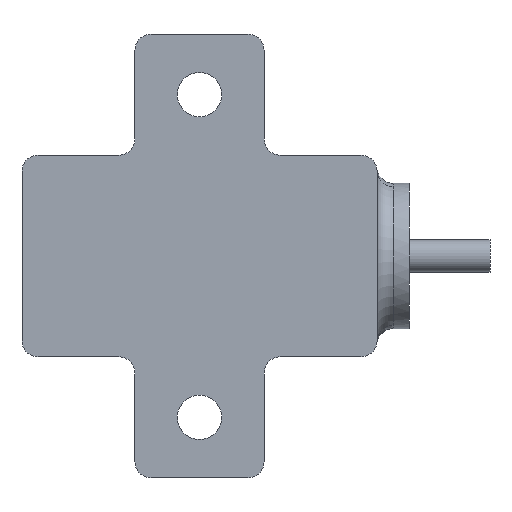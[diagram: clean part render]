
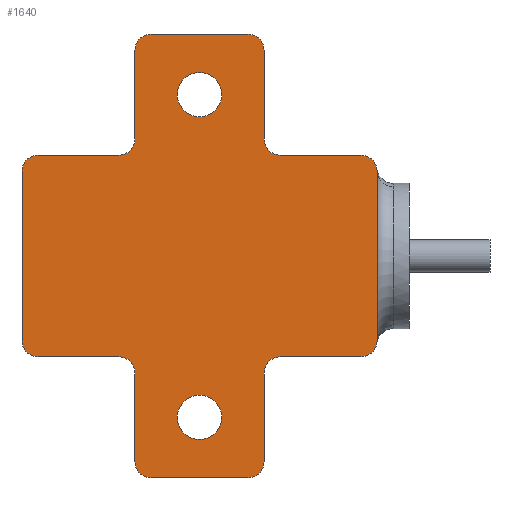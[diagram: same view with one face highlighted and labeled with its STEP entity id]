
A CAD part, front view. The second image highlights one B-rep face of the part: STEP entity #1640.
In plain terms, the highlighted planar face has unit normal (0, -1, 0).
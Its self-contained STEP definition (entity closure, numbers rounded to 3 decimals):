
#64=DIRECTION('',(1.,0.,0.));
#65=VECTOR('',#64,10.);
#66=CARTESIAN_POINT('',(10.,0.,0.));
#67=LINE('',#66,#65);
#113=DIRECTION('',(1.,0.,0.));
#114=VECTOR('',#113,10.);
#115=CARTESIAN_POINT('',(-20.,0.,0.));
#116=LINE('',#115,#114);
#135=CARTESIAN_POINT('',(10.,0.,-2.));
#136=DIRECTION('',(0.,1.,0.));
#137=DIRECTION('',(-1.,0.,0.));
#138=AXIS2_PLACEMENT_3D('',#135,#136,#137);
#210=CARTESIAN_POINT('',(0.,0.,-7.5));
#211=DIRECTION('',(0.,1.,0.));
#212=DIRECTION('',(1.,0.,0.));
#213=AXIS2_PLACEMENT_3D('',#210,#211,#212);
#218=CARTESIAN_POINT('',(0.,0.,-7.5));
#219=DIRECTION('',(0.,1.,0.));
#220=DIRECTION('',(-1.,0.,0.));
#221=AXIS2_PLACEMENT_3D('',#218,#219,#220);
#226=CARTESIAN_POINT('',(0.,0.,32.5));
#227=DIRECTION('',(0.,-1.,0.));
#228=DIRECTION('',(1.,0.,0.));
#229=AXIS2_PLACEMENT_3D('',#226,#227,#228);
#234=CARTESIAN_POINT('',(0.,0.,32.5));
#235=DIRECTION('',(0.,-1.,0.));
#236=DIRECTION('',(-1.,0.,0.));
#237=AXIS2_PLACEMENT_3D('',#234,#235,#236);
#242=CARTESIAN_POINT('',(6.,0.,38.));
#243=DIRECTION('',(0.,-1.,0.));
#244=DIRECTION('',(1.,0.,0.));
#245=AXIS2_PLACEMENT_3D('',#242,#243,#244);
#250=DIRECTION('',(0.,0.,1.));
#251=VECTOR('',#250,11.);
#252=CARTESIAN_POINT('',(8.,0.,27.));
#253=LINE('',#252,#251);
#257=CARTESIAN_POINT('',(20.,0.,23.));
#258=DIRECTION('',(0.,-1.,0.));
#259=DIRECTION('',(1.,0.,0.));
#260=AXIS2_PLACEMENT_3D('',#257,#258,#259);
#265=CARTESIAN_POINT('',(20.,0.,2.));
#266=DIRECTION('',(0.,-1.,0.));
#267=DIRECTION('',(0.,0.,-1.));
#268=AXIS2_PLACEMENT_3D('',#265,#266,#267);
#273=DIRECTION('',(0.,0.,-1.));
#274=VECTOR('',#273,11.);
#275=CARTESIAN_POINT('',(8.,0.,-2.));
#276=LINE('',#275,#274);
#280=CARTESIAN_POINT('',(6.,0.,-13.));
#281=DIRECTION('',(0.,-1.,0.));
#282=DIRECTION('',(0.,0.,-1.));
#283=AXIS2_PLACEMENT_3D('',#280,#281,#282);
#288=DIRECTION('',(-1.,0.,0.));
#289=VECTOR('',#288,12.);
#290=CARTESIAN_POINT('',(6.,0.,-15.));
#291=LINE('',#290,#289);
#295=CARTESIAN_POINT('',(-6.,0.,-13.));
#296=DIRECTION('',(0.,-1.,0.));
#297=DIRECTION('',(-1.,0.,0.));
#298=AXIS2_PLACEMENT_3D('',#295,#296,#297);
#303=DIRECTION('',(0.,0.,1.));
#304=VECTOR('',#303,11.);
#305=CARTESIAN_POINT('',(-8.,0.,-13.));
#306=LINE('',#305,#304);
#310=CARTESIAN_POINT('',(-20.,0.,2.));
#311=DIRECTION('',(0.,-1.,0.));
#312=DIRECTION('',(-1.,0.,0.));
#313=AXIS2_PLACEMENT_3D('',#310,#311,#312);
#318=DIRECTION('',(0.,0.,1.));
#319=VECTOR('',#318,21.);
#320=CARTESIAN_POINT('',(-22.,0.,2.));
#321=LINE('',#320,#319);
#325=CARTESIAN_POINT('',(-20.,0.,23.));
#326=DIRECTION('',(0.,-1.,0.));
#327=DIRECTION('',(0.,0.,1.));
#328=AXIS2_PLACEMENT_3D('',#325,#326,#327);
#333=DIRECTION('',(0.,0.,-1.));
#334=VECTOR('',#333,11.);
#335=CARTESIAN_POINT('',(-8.,0.,38.));
#336=LINE('',#335,#334);
#340=CARTESIAN_POINT('',(-6.,0.,38.));
#341=DIRECTION('',(0.,-1.,0.));
#342=DIRECTION('',(0.,0.,1.));
#343=AXIS2_PLACEMENT_3D('',#340,#341,#342);
#348=DIRECTION('',(-1.,0.,0.));
#349=VECTOR('',#348,12.);
#350=CARTESIAN_POINT('',(6.,0.,40.));
#351=LINE('',#350,#349);
#450=CARTESIAN_POINT('',(10.,0.,27.));
#451=DIRECTION('',(0.,1.,0.));
#452=DIRECTION('',(0.,0.,-1.));
#453=AXIS2_PLACEMENT_3D('',#450,#451,#452);
#480=DIRECTION('',(1.,0.,0.));
#481=VECTOR('',#480,10.);
#482=CARTESIAN_POINT('',(-20.,0.,25.));
#483=LINE('',#482,#481);
#529=DIRECTION('',(1.,0.,0.));
#530=VECTOR('',#529,10.);
#531=CARTESIAN_POINT('',(10.,0.,25.));
#532=LINE('',#531,#530);
#544=CARTESIAN_POINT('',(-10.,0.,27.));
#545=DIRECTION('',(0.,1.,0.));
#546=DIRECTION('',(1.,0.,0.));
#547=AXIS2_PLACEMENT_3D('',#544,#545,#546);
#918=DIRECTION('',(0.,0.,1.));
#919=VECTOR('',#918,21.);
#920=CARTESIAN_POINT('',(22.,0.,2.));
#921=LINE('',#920,#919);
#1279=CARTESIAN_POINT('',(-10.,0.,-2.));
#1280=DIRECTION('',(0.,1.,0.));
#1281=DIRECTION('',(0.,0.,1.));
#1282=AXIS2_PLACEMENT_3D('',#1279,#1280,#1281);
#1295=CARTESIAN_POINT('',(20.,0.,0.));
#1296=CARTESIAN_POINT('',(22.,0.,2.));
#1297=VERTEX_POINT('',#1295);
#1298=VERTEX_POINT('',#1296);
#1299=CARTESIAN_POINT('',(-22.,0.,2.));
#1300=CARTESIAN_POINT('',(-20.,0.,0.));
#1301=VERTEX_POINT('',#1299);
#1302=VERTEX_POINT('',#1300);
#1303=CARTESIAN_POINT('',(22.,0.,23.));
#1304=CARTESIAN_POINT('',(20.,0.,25.));
#1305=VERTEX_POINT('',#1303);
#1306=VERTEX_POINT('',#1304);
#1307=CARTESIAN_POINT('',(-20.,0.,25.));
#1308=CARTESIAN_POINT('',(-22.,0.,23.));
#1309=VERTEX_POINT('',#1307);
#1310=VERTEX_POINT('',#1308);
#1375=CARTESIAN_POINT('',(2.75,0.,-7.5));
#1376=CARTESIAN_POINT('',(-2.75,0.,-7.5));
#1377=VERTEX_POINT('',#1375);
#1378=VERTEX_POINT('',#1376);
#1383=CARTESIAN_POINT('',(2.75,0.,32.5));
#1384=CARTESIAN_POINT('',(-2.75,0.,32.5));
#1385=VERTEX_POINT('',#1383);
#1386=VERTEX_POINT('',#1384);
#1391=CARTESIAN_POINT('',(10.,0.,25.));
#1393=VERTEX_POINT('',#1391);
#1395=CARTESIAN_POINT('',(8.,0.,27.));
#1397=VERTEX_POINT('',#1395);
#1400=CARTESIAN_POINT('',(-10.,0.,25.));
#1402=VERTEX_POINT('',#1400);
#1404=CARTESIAN_POINT('',(-8.,0.,27.));
#1406=VERTEX_POINT('',#1404);
#1408=CARTESIAN_POINT('',(10.,0.,0.));
#1410=VERTEX_POINT('',#1408);
#1412=CARTESIAN_POINT('',(8.,0.,-2.));
#1414=VERTEX_POINT('',#1412);
#1415=CARTESIAN_POINT('',(-10.,0.,0.));
#1417=VERTEX_POINT('',#1415);
#1419=CARTESIAN_POINT('',(-8.,0.,-2.));
#1421=VERTEX_POINT('',#1419);
#1427=CARTESIAN_POINT('',(8.,0.,38.));
#1428=VERTEX_POINT('',#1427);
#1429=CARTESIAN_POINT('',(6.,0.,40.));
#1430=VERTEX_POINT('',#1429);
#1435=CARTESIAN_POINT('',(-6.,0.,40.));
#1436=VERTEX_POINT('',#1435);
#1437=CARTESIAN_POINT('',(-8.,0.,38.));
#1438=VERTEX_POINT('',#1437);
#1439=CARTESIAN_POINT('',(6.,0.,-15.));
#1440=CARTESIAN_POINT('',(8.,0.,-13.));
#1441=VERTEX_POINT('',#1439);
#1442=VERTEX_POINT('',#1440);
#1447=CARTESIAN_POINT('',(-8.,0.,-13.));
#1448=CARTESIAN_POINT('',(-6.,0.,-15.));
#1449=VERTEX_POINT('',#1447);
#1450=VERTEX_POINT('',#1448);
#1577=CARTESIAN_POINT('',(-22.,0.,0.));
#1578=DIRECTION('',(0.,-1.,0.));
#1579=DIRECTION('',(1.,0.,0.));
#1580=AXIS2_PLACEMENT_3D('',#1577,#1578,#1579);
#1581=PLANE('',#1580);
#1583=ORIENTED_EDGE('',*,*,#1582,.F.);
#1585=ORIENTED_EDGE('',*,*,#1584,.F.);
#1587=ORIENTED_EDGE('',*,*,#1586,.F.);
#1589=ORIENTED_EDGE('',*,*,#1588,.T.);
#1591=ORIENTED_EDGE('',*,*,#1590,.F.);
#1593=ORIENTED_EDGE('',*,*,#1592,.F.);
#1595=ORIENTED_EDGE('',*,*,#1594,.F.);
#1596=ORIENTED_EDGE('',*,*,#1494,.F.);
#1597=ORIENTED_EDGE('',*,*,#1529,.F.);
#1599=ORIENTED_EDGE('',*,*,#1598,.T.);
#1601=ORIENTED_EDGE('',*,*,#1600,.F.);
#1603=ORIENTED_EDGE('',*,*,#1602,.T.);
#1605=ORIENTED_EDGE('',*,*,#1604,.F.);
#1607=ORIENTED_EDGE('',*,*,#1606,.T.);
#1609=ORIENTED_EDGE('',*,*,#1608,.F.);
#1610=ORIENTED_EDGE('',*,*,#1510,.F.);
#1612=ORIENTED_EDGE('',*,*,#1611,.F.);
#1614=ORIENTED_EDGE('',*,*,#1613,.T.);
#1616=ORIENTED_EDGE('',*,*,#1615,.F.);
#1618=ORIENTED_EDGE('',*,*,#1617,.T.);
#1620=ORIENTED_EDGE('',*,*,#1619,.F.);
#1622=ORIENTED_EDGE('',*,*,#1621,.F.);
#1624=ORIENTED_EDGE('',*,*,#1623,.F.);
#1626=ORIENTED_EDGE('',*,*,#1625,.F.);
#1627=EDGE_LOOP('',(#1583,#1585,#1587,#1589,#1591,#1593,#1595,#1596,#1597,#1599,
#1601,#1603,#1605,#1607,#1609,#1610,#1612,#1614,#1616,#1618,#1620,#1622,#1624,
#1626));
#1628=FACE_OUTER_BOUND('',#1627,.F.);
#1629=ORIENTED_EDGE('',*,*,#1567,.F.);
#1631=ORIENTED_EDGE('',*,*,#1630,.F.);
#1632=EDGE_LOOP('',(#1629,#1631));
#1633=FACE_BOUND('',#1632,.F.);
#1635=ORIENTED_EDGE('',*,*,#1634,.T.);
#1637=ORIENTED_EDGE('',*,*,#1636,.T.);
#1638=EDGE_LOOP('',(#1635,#1637));
#1639=FACE_BOUND('',#1638,.F.);
#1640=ADVANCED_FACE('',(#1628,#1633,#1639),#1581,.T.);
#139=CIRCLE('',#138,2.);
#214=CIRCLE('',#213,2.75);
#222=CIRCLE('',#221,2.75);
#230=CIRCLE('',#229,2.75);
#238=CIRCLE('',#237,2.75);
#246=CIRCLE('',#245,2.);
#261=CIRCLE('',#260,2.);
#269=CIRCLE('',#268,2.);
#284=CIRCLE('',#283,2.);
#299=CIRCLE('',#298,2.);
#314=CIRCLE('',#313,2.);
#329=CIRCLE('',#328,2.);
#344=CIRCLE('',#343,2.);
#454=CIRCLE('',#453,2.);
#548=CIRCLE('',#547,2.);
#1283=CIRCLE('',#1282,2.);
#1494=EDGE_CURVE('',#1410,#1297,#67,.T.);
#1510=EDGE_CURVE('',#1302,#1417,#116,.T.);
#1529=EDGE_CURVE('',#1414,#1410,#139,.T.);
#1567=EDGE_CURVE('',#1377,#1378,#214,.T.);
#1582=EDGE_CURVE('',#1428,#1430,#246,.T.);
#1584=EDGE_CURVE('',#1397,#1428,#253,.T.);
#1586=EDGE_CURVE('',#1393,#1397,#454,.T.);
#1588=EDGE_CURVE('',#1393,#1306,#532,.T.);
#1590=EDGE_CURVE('',#1305,#1306,#261,.T.);
#1592=EDGE_CURVE('',#1298,#1305,#921,.T.);
#1594=EDGE_CURVE('',#1297,#1298,#269,.T.);
#1598=EDGE_CURVE('',#1414,#1442,#276,.T.);
#1600=EDGE_CURVE('',#1441,#1442,#284,.T.);
#1602=EDGE_CURVE('',#1441,#1450,#291,.T.);
#1604=EDGE_CURVE('',#1449,#1450,#299,.T.);
#1606=EDGE_CURVE('',#1449,#1421,#306,.T.);
#1608=EDGE_CURVE('',#1417,#1421,#1283,.T.);
#1611=EDGE_CURVE('',#1301,#1302,#314,.T.);
#1613=EDGE_CURVE('',#1301,#1310,#321,.T.);
#1615=EDGE_CURVE('',#1309,#1310,#329,.T.);
#1617=EDGE_CURVE('',#1309,#1402,#483,.T.);
#1619=EDGE_CURVE('',#1406,#1402,#548,.T.);
#1621=EDGE_CURVE('',#1438,#1406,#336,.T.);
#1623=EDGE_CURVE('',#1436,#1438,#344,.T.);
#1625=EDGE_CURVE('',#1430,#1436,#351,.T.);
#1630=EDGE_CURVE('',#1378,#1377,#222,.T.);
#1634=EDGE_CURVE('',#1385,#1386,#230,.T.);
#1636=EDGE_CURVE('',#1386,#1385,#238,.T.);
